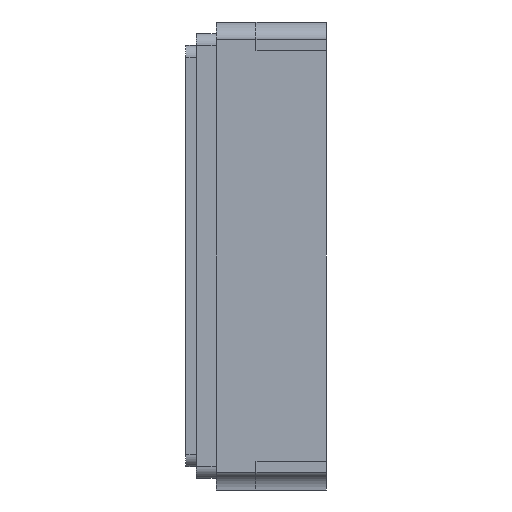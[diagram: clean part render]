
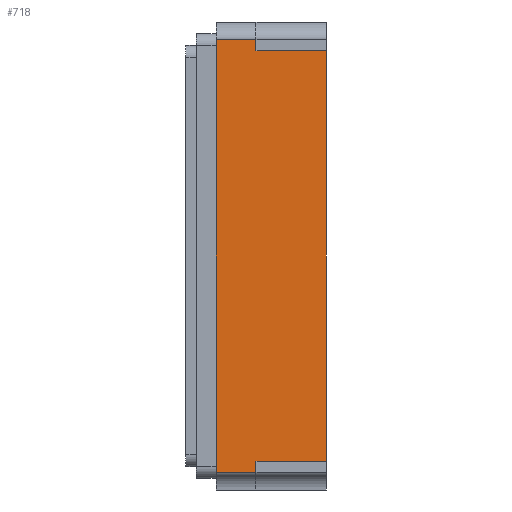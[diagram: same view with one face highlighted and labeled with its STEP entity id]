
A CAD part, left-side view. The second image highlights one B-rep face of the part: STEP entity #718.
In plain terms, the highlighted planar face has unit normal (-1, 0, 0).
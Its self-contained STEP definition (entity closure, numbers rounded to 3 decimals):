
#16 = EDGE_CURVE ( 'NONE', #1543, #2413, #2054, .T. ) ;
#248 = VERTEX_POINT ( 'NONE', #2369 ) ;
#289 = LINE ( 'NONE', #3070, #1053 ) ;
#333 = AXIS2_PLACEMENT_3D ( 'NONE', #3480, #2543, #4114 ) ;
#553 = EDGE_CURVE ( 'NONE', #2295, #912, #1340, .T. ) ;
#580 = CARTESIAN_POINT ( 'NONE',  ( -1.25, 0.47, 0.925 ) ) ;
#718 = ADVANCED_FACE ( 'NONE', ( #2938 ), #4134, .F. ) ;
#912 = VERTEX_POINT ( 'NONE', #580 ) ;
#960 = LINE ( 'NONE', #1440, #1485 ) ;
#980 = VERTEX_POINT ( 'NONE', #2859 ) ;
#1053 = VECTOR ( 'NONE', #3389, 1000. ) ;
#1146 = CARTESIAN_POINT ( 'NONE',  ( -1.25, 0.3, 0.925 ) ) ;
#1247 = CARTESIAN_POINT ( 'NONE',  ( -1.25, 0.47, 1. ) ) ;
#1279 = ORIENTED_EDGE ( 'NONE', *, *, #16, .F. ) ;
#1312 = DIRECTION ( 'NONE',  ( 0., 0., -1. ) ) ;
#1340 = LINE ( 'NONE', #2986, #1712 ) ;
#1399 = VECTOR ( 'NONE', #2273, 1000. ) ;
#1440 = CARTESIAN_POINT ( 'NONE',  ( -1.25, 0.3, -0.878 ) ) ;
#1485 = VECTOR ( 'NONE', #2705, 1000. ) ;
#1523 = CARTESIAN_POINT ( 'NONE',  ( -1.25, 0.47, -0.925 ) ) ;
#1527 = EDGE_CURVE ( 'NONE', #3368, #912, #3314, .T. ) ;
#1534 = CARTESIAN_POINT ( 'NONE',  ( -1.25, 0.3, -0.878 ) ) ;
#1543 = VERTEX_POINT ( 'NONE', #1631 ) ;
#1631 = CARTESIAN_POINT ( 'NONE',  ( -1.25, 0.3, 0.878 ) ) ;
#1640 = VECTOR ( 'NONE', #3356, 1000. ) ;
#1678 = EDGE_CURVE ( 'NONE', #2295, #1543, #3792, .T. ) ;
#1712 = VECTOR ( 'NONE', #3697, 1000. ) ;
#2054 = LINE ( 'NONE', #2507, #3994 ) ;
#2063 = VECTOR ( 'NONE', #1312, 1000. ) ;
#2077 = EDGE_CURVE ( 'NONE', #3368, #248, #4224, .T. ) ;
#2089 = ORIENTED_EDGE ( 'NONE', *, *, #2077, .T. ) ;
#2115 = EDGE_CURVE ( 'NONE', #3518, #248, #960, .T. ) ;
#2194 = ORIENTED_EDGE ( 'NONE', *, *, #1527, .F. ) ;
#2211 = EDGE_LOOP ( 'NONE', ( #2942, #1279, #2341, #3835, #2194, #2089, #3817, #3615 ) ) ;
#2218 = EDGE_CURVE ( 'NONE', #980, #2413, #2633, .T. ) ;
#2273 = DIRECTION ( 'NONE',  ( 0., 0., 1. ) ) ;
#2295 = VERTEX_POINT ( 'NONE', #1146 ) ;
#2341 = ORIENTED_EDGE ( 'NONE', *, *, #1678, .F. ) ;
#2369 = CARTESIAN_POINT ( 'NONE',  ( -1.25, 0.3, -0.925 ) ) ;
#2413 = VERTEX_POINT ( 'NONE', #3370 ) ;
#2507 = CARTESIAN_POINT ( 'NONE',  ( -1.25, 0.3, 0.878 ) ) ;
#2519 = DIRECTION ( 'NONE',  ( 0., -1., 0. ) ) ;
#2543 = DIRECTION ( 'NONE',  ( 1., 0., 0. ) ) ;
#2598 = CARTESIAN_POINT ( 'NONE',  ( -1.25, 0.3, 0.878 ) ) ;
#2633 = LINE ( 'NONE', #3373, #2782 ) ;
#2672 = EDGE_CURVE ( 'NONE', #3518, #980, #289, .T. ) ;
#2705 = DIRECTION ( 'NONE',  ( 0., 0., -1. ) ) ;
#2782 = VECTOR ( 'NONE', #3329, 1000. ) ;
#2859 = CARTESIAN_POINT ( 'NONE',  ( -1.25, 0., -0.878 ) ) ;
#2938 = FACE_OUTER_BOUND ( 'NONE', #2211, .T. ) ;
#2942 = ORIENTED_EDGE ( 'NONE', *, *, #2218, .T. ) ;
#2986 = CARTESIAN_POINT ( 'NONE',  ( -1.25, -0.03, 0.925 ) ) ;
#3070 = CARTESIAN_POINT ( 'NONE',  ( -1.25, 0.3, -0.878 ) ) ;
#3314 = LINE ( 'NONE', #1247, #1399 ) ;
#3329 = DIRECTION ( 'NONE',  ( 0., 0., 1. ) ) ;
#3356 = DIRECTION ( 'NONE',  ( 0., -1., 0. ) ) ;
#3368 = VERTEX_POINT ( 'NONE', #1523 ) ;
#3370 = CARTESIAN_POINT ( 'NONE',  ( -1.25, 0., 0.878 ) ) ;
#3373 = CARTESIAN_POINT ( 'NONE',  ( -1.25, 0., 1. ) ) ;
#3389 = DIRECTION ( 'NONE',  ( 0., -1., 0. ) ) ;
#3480 = CARTESIAN_POINT ( 'NONE',  ( -1.25, 0.47, 1. ) ) ;
#3518 = VERTEX_POINT ( 'NONE', #1534 ) ;
#3615 = ORIENTED_EDGE ( 'NONE', *, *, #2672, .T. ) ;
#3697 = DIRECTION ( 'NONE',  ( 0., 1., 0. ) ) ;
#3792 = LINE ( 'NONE', #2598, #2063 ) ;
#3817 = ORIENTED_EDGE ( 'NONE', *, *, #2115, .F. ) ;
#3835 = ORIENTED_EDGE ( 'NONE', *, *, #553, .T. ) ;
#3994 = VECTOR ( 'NONE', #2519, 1000. ) ;
#3995 = CARTESIAN_POINT ( 'NONE',  ( -1.25, -0.03, -0.925 ) ) ;
#4114 = DIRECTION ( 'NONE',  ( 0., 0., -1. ) ) ;
#4134 = PLANE ( 'NONE',  #333 ) ;
#4224 = LINE ( 'NONE', #3995, #1640 ) ;
